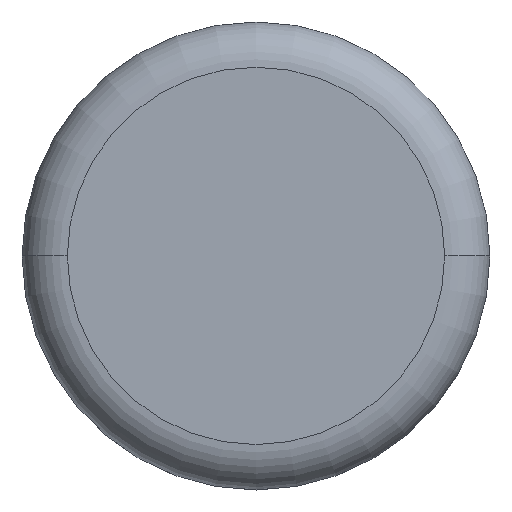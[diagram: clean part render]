
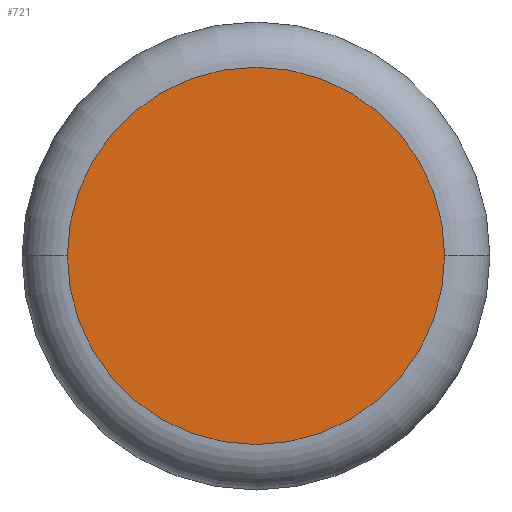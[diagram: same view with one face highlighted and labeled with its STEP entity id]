
A CAD part, top view. The second image highlights one B-rep face of the part: STEP entity #721.
In plain terms, the highlighted planar face has unit normal (0, 0, 1).
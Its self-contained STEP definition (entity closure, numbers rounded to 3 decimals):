
#331=VERTEX_POINT('',#854);
#355=EDGE_CURVE('',#671,#331,#883,.T.);
#477=EDGE_CURVE('',#331,#671,#1022,.T.);
#671=VERTEX_POINT('',#1233);
#721=ADVANCED_FACE('',(#1288),#1289,.T.);
#854=CARTESIAN_POINT('',(12.5,0.,41.5));
#883=CIRCLE('',#1484,12.5);
#1022=CIRCLE('',#1708,12.5);
#1233=CARTESIAN_POINT('',(-12.5,0.,41.5));
#1288=FACE_OUTER_BOUND('',#2090,.T.);
#1289=PLANE('',#2091);
#1484=AXIS2_PLACEMENT_3D('',#2324,#2325,#2326);
#1708=AXIS2_PLACEMENT_3D('',#2497,#2498,#2499);
#2090=EDGE_LOOP('',(#2794,#2795));
#2091=AXIS2_PLACEMENT_3D('',#2796,#2797,#2798);
#2324=CARTESIAN_POINT('',(0.,0.,41.5));
#2325=DIRECTION('',(-0.0,0.0,-1.0));
#2326=DIRECTION('',(-1.0,0.0,0.0));
#2497=CARTESIAN_POINT('',(0.,0.,41.5));
#2498=DIRECTION('',(-0.0,0.0,-1.0));
#2499=DIRECTION('',(-1.0,0.0,0.0));
#2794=ORIENTED_EDGE('',*,*,#477,.F.);
#2795=ORIENTED_EDGE('',*,*,#355,.F.);
#2796=CARTESIAN_POINT('',(7.0,0.,41.5));
#2797=DIRECTION('',(0.0,0.0,1.0));
#2798=DIRECTION('',(1.0,0.,0.0));
